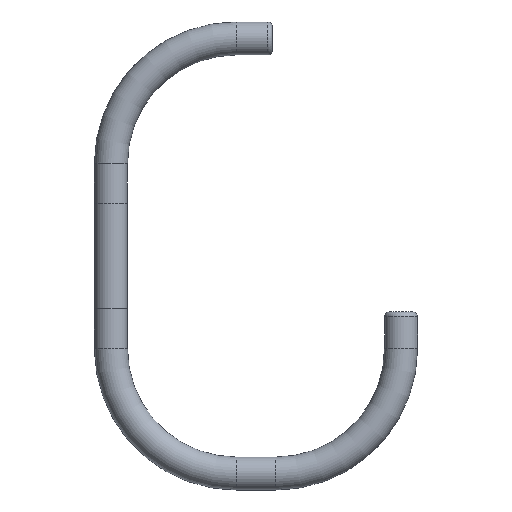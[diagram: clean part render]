
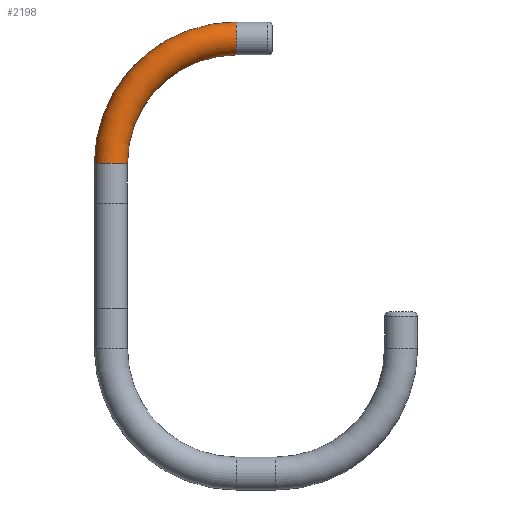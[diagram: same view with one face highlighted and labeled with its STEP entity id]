
A CAD part, top view. The second image highlights one B-rep face of the part: STEP entity #2198.
In plain terms, the highlighted toroidal (fillet/blend) face has major radius 94.8 mm and minor radius 12.5 mm.
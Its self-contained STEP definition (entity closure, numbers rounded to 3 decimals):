
#1665=TOROIDAL_SURFACE('',#28076,94.8,12.5);
#2198=ADVANCED_FACE('',(#4437),#1665,.T.);
#4437=FACE_OUTER_BOUND('',#5799,.T.);
#5799=EDGE_LOOP('',(#9340,#9341,#9342,#9343));
#7747=CIRCLE('',#28070,12.5);
#7748=CIRCLE('',#28072,12.5);
#7749=CIRCLE('',#28074,82.3);
#7750=CIRCLE('',#28075,107.3);
#9340=ORIENTED_EDGE('',*,*,#20019,.F.);
#9341=ORIENTED_EDGE('',*,*,#20021,.T.);
#9342=ORIENTED_EDGE('',*,*,#20017,.T.);
#9343=ORIENTED_EDGE('',*,*,#20022,.T.);
#17300=VERTEX_POINT('',#39890);
#17301=VERTEX_POINT('',#39892);
#17302=VERTEX_POINT('',#39896);
#17303=VERTEX_POINT('',#39898);
#20017=EDGE_CURVE('',#17300,#17301,#7747,.T.);
#20019=EDGE_CURVE('',#17302,#17303,#7748,.T.);
#20021=EDGE_CURVE('',#17302,#17300,#7749,.T.);
#20022=EDGE_CURVE('',#17301,#17303,#7750,.T.);
#28070=AXIS2_PLACEMENT_3D('',#39893,#31488,#31489);
#28072=AXIS2_PLACEMENT_3D('',#39897,#31493,#31494);
#28074=AXIS2_PLACEMENT_3D('',#39901,#31498,#31499);
#28075=AXIS2_PLACEMENT_3D('',#39902,#31500,#31501);
#28076=AXIS2_PLACEMENT_3D('',#39903,#31502,#31503);
#31488=DIRECTION('',(-1.,0.,0.));
#31489=DIRECTION('',(0.,-1.,0.));
#31493=DIRECTION('',(0.,-1.,0.));
#31494=DIRECTION('',(1.,0.,0.));
#31498=DIRECTION('',(0.,0.,-1.));
#31499=DIRECTION('',(0.,-1.,0.));
#31500=DIRECTION('',(0.,0.,1.));
#31501=DIRECTION('',(0.,-1.,0.));
#31502=DIRECTION('',(0.,0.,-1.));
#31503=DIRECTION('',(0.,-1.,0.));
#39890=CARTESIAN_POINT('',(94.775,317.223,0.));
#39892=CARTESIAN_POINT('',(94.775,342.223,0.));
#39893=CARTESIAN_POINT('',(94.775,329.723,0.));
#39896=CARTESIAN_POINT('',(12.5,234.948,0.));
#39897=CARTESIAN_POINT('',(0.,234.948,0.));
#39898=CARTESIAN_POINT('',(-12.5,234.948,0.));
#39901=CARTESIAN_POINT('',(94.8,234.923,0.));
#39902=CARTESIAN_POINT('',(94.8,234.923,0.));
#39903=CARTESIAN_POINT('',(94.8,234.923,0.));
